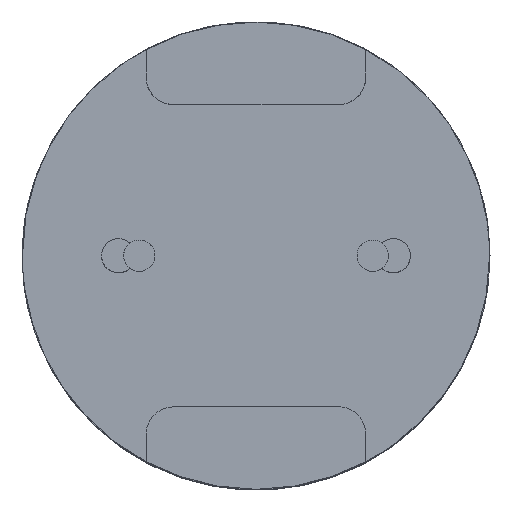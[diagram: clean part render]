
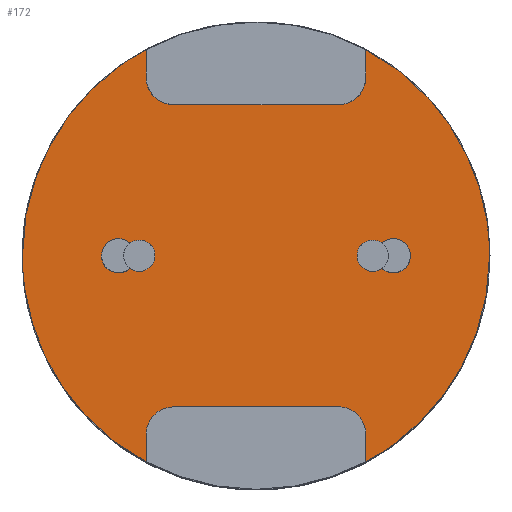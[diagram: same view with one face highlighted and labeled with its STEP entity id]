
A CAD part, front view. The second image highlights one B-rep face of the part: STEP entity #172.
In plain terms, the highlighted planar face has unit normal (0, -1, 0).
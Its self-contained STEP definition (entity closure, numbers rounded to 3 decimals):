
#17=FACE_BOUND('',#265,.T.);
#18=FACE_BOUND('',#266,.T.);
#31=PLANE('',#808);
#172=ADVANCED_FACE('',(#218,#17,#18),#31,.T.);
#218=FACE_OUTER_BOUND('',#264,.T.);
#264=EDGE_LOOP('',(#406,#407,#408,#409,#410,#411,#412,#413,#414,#415,#416,
#417,#418,#419));
#265=EDGE_LOOP('',(#420));
#266=EDGE_LOOP('',(#421));
#406=ORIENTED_EDGE('',*,*,#541,.F.);
#407=ORIENTED_EDGE('',*,*,#518,.F.);
#408=ORIENTED_EDGE('',*,*,#542,.F.);
#409=ORIENTED_EDGE('',*,*,#543,.F.);
#410=ORIENTED_EDGE('',*,*,#513,.F.);
#411=ORIENTED_EDGE('',*,*,#511,.F.);
#412=ORIENTED_EDGE('',*,*,#544,.F.);
#413=ORIENTED_EDGE('',*,*,#545,.F.);
#414=ORIENTED_EDGE('',*,*,#528,.F.);
#415=ORIENTED_EDGE('',*,*,#546,.F.);
#416=ORIENTED_EDGE('',*,*,#547,.F.);
#417=ORIENTED_EDGE('',*,*,#548,.F.);
#418=ORIENTED_EDGE('',*,*,#549,.T.);
#419=ORIENTED_EDGE('',*,*,#550,.F.);
#420=ORIENTED_EDGE('',*,*,#551,.T.);
#421=ORIENTED_EDGE('',*,*,#552,.T.);
#511=EDGE_CURVE('',#709,#710,#661,.T.);
#513=EDGE_CURVE('',#710,#711,#598,.T.);
#518=EDGE_CURVE('',#715,#717,#663,.T.);
#528=EDGE_CURVE('',#727,#726,#668,.T.);
#541=EDGE_CURVE('',#717,#721,#615,.T.);
#542=EDGE_CURVE('',#713,#715,#616,.T.);
#543=EDGE_CURVE('',#711,#713,#674,.T.);
#544=EDGE_CURVE('',#720,#709,#617,.T.);
#545=EDGE_CURVE('',#726,#720,#618,.T.);
#546=EDGE_CURVE('',#732,#727,#619,.T.);
#547=EDGE_CURVE('',#731,#732,#675,.T.);
#548=EDGE_CURVE('',#734,#731,#620,.T.);
#549=EDGE_CURVE('',#734,#723,#676,.T.);
#550=EDGE_CURVE('',#721,#723,#621,.T.);
#551=EDGE_CURVE('',#735,#735,#622,.T.);
#552=EDGE_CURVE('',#736,#736,#623,.T.);
#598=(
BOUNDED_CURVE()
B_SPLINE_CURVE(2,(#2050,#2051,#2052),.UNSPECIFIED.,.F.,.F.)
B_SPLINE_CURVE_WITH_KNOTS((3,3),(-0.785,0.),.UNSPECIFIED.)
CURVE()
GEOMETRIC_REPRESENTATION_ITEM()
RATIONAL_B_SPLINE_CURVE((1.,0.707,1.))
REPRESENTATION_ITEM('')
);
#615=(
BOUNDED_CURVE()
B_SPLINE_CURVE(2,(#2129,#2130,#2131),.UNSPECIFIED.,.F.,.F.)
B_SPLINE_CURVE_WITH_KNOTS((3,3),(-4.594,0.),.UNSPECIFIED.)
CURVE()
GEOMETRIC_REPRESENTATION_ITEM()
RATIONAL_B_SPLINE_CURVE((1.,0.857,1.))
REPRESENTATION_ITEM('')
);
#616=(
BOUNDED_CURVE()
B_SPLINE_CURVE(2,(#2132,#2133,#2134),.UNSPECIFIED.,.F.,.F.)
B_SPLINE_CURVE_WITH_KNOTS((3,3),(-0.785,0.),.UNSPECIFIED.)
CURVE()
GEOMETRIC_REPRESENTATION_ITEM()
RATIONAL_B_SPLINE_CURVE((1.,0.707,1.))
REPRESENTATION_ITEM('')
);
#617=(
BOUNDED_CURVE()
B_SPLINE_CURVE(2,(#2137,#2138,#2139),.UNSPECIFIED.,.F.,.F.)
B_SPLINE_CURVE_WITH_KNOTS((3,3),(-4.594,0.),.UNSPECIFIED.)
CURVE()
GEOMETRIC_REPRESENTATION_ITEM()
RATIONAL_B_SPLINE_CURVE((1.,0.857,1.))
REPRESENTATION_ITEM('')
);
#618=(
BOUNDED_CURVE()
B_SPLINE_CURVE(2,(#2140,#2141,#2142),.UNSPECIFIED.,.F.,.F.)
B_SPLINE_CURVE_WITH_KNOTS((3,3),(-4.594,0.),.UNSPECIFIED.)
CURVE()
GEOMETRIC_REPRESENTATION_ITEM()
RATIONAL_B_SPLINE_CURVE((1.,0.857,1.))
REPRESENTATION_ITEM('')
);
#619=(
BOUNDED_CURVE()
B_SPLINE_CURVE(2,(#2143,#2144,#2145),.UNSPECIFIED.,.F.,.F.)
B_SPLINE_CURVE_WITH_KNOTS((3,3),(-0.785,0.),.UNSPECIFIED.)
CURVE()
GEOMETRIC_REPRESENTATION_ITEM()
RATIONAL_B_SPLINE_CURVE((1.,0.707,1.))
REPRESENTATION_ITEM('')
);
#620=(
BOUNDED_CURVE()
B_SPLINE_CURVE(2,(#2148,#2149,#2150),.UNSPECIFIED.,.F.,.F.)
B_SPLINE_CURVE_WITH_KNOTS((3,3),(-0.785,0.),.UNSPECIFIED.)
CURVE()
GEOMETRIC_REPRESENTATION_ITEM()
RATIONAL_B_SPLINE_CURVE((1.,0.707,1.))
REPRESENTATION_ITEM('')
);
#621=(
BOUNDED_CURVE()
B_SPLINE_CURVE(2,(#2153,#2154,#2155),.UNSPECIFIED.,.F.,.F.)
B_SPLINE_CURVE_WITH_KNOTS((3,3),(-4.594,0.),.UNSPECIFIED.)
CURVE()
GEOMETRIC_REPRESENTATION_ITEM()
RATIONAL_B_SPLINE_CURVE((1.,0.857,1.))
REPRESENTATION_ITEM('')
);
#622=(
BOUNDED_CURVE()
B_SPLINE_CURVE(2,(#2156,#2157,#2158,#2159,#2160,#2161,#2162,#2163,#2164),
 .UNSPECIFIED.,.T.,.F.)
B_SPLINE_CURVE_WITH_KNOTS((3,2,2,2,3),(-0.974,-0.487,
0.,0.487,0.974),.UNSPECIFIED.)
CURVE()
GEOMETRIC_REPRESENTATION_ITEM()
RATIONAL_B_SPLINE_CURVE((1.,0.707,1.,0.707,1.,0.707,
1.,0.707,1.))
REPRESENTATION_ITEM('')
);
#623=(
BOUNDED_CURVE()
B_SPLINE_CURVE(2,(#2165,#2166,#2167,#2168,#2169,#2170,#2171,#2172,#2173),
 .UNSPECIFIED.,.T.,.F.)
B_SPLINE_CURVE_WITH_KNOTS((3,2,2,2,3),(-0.974,-0.487,
0.,0.487,0.974),.UNSPECIFIED.)
CURVE()
GEOMETRIC_REPRESENTATION_ITEM()
RATIONAL_B_SPLINE_CURVE((1.,0.707,1.,0.707,1.,0.707,
1.,0.707,1.))
REPRESENTATION_ITEM('')
);
#661=B_SPLINE_CURVE_WITH_KNOTS('',1,(#2046,#2047),.UNSPECIFIED.,.F.,.F.,
(2,2),(0.,0.5),.UNSPECIFIED.);
#663=B_SPLINE_CURVE_WITH_KNOTS('',1,(#2062,#2063),.UNSPECIFIED.,.F.,.F.,
(2,2),(0.,0.5),.UNSPECIFIED.);
#668=B_SPLINE_CURVE_WITH_KNOTS('',1,(#2099,#2100),.UNSPECIFIED.,.F.,.F.,
(2,2),(0.,0.5),.UNSPECIFIED.);
#674=B_SPLINE_CURVE_WITH_KNOTS('',1,(#2135,#2136),.UNSPECIFIED.,.F.,.F.,
(2,2),(0.,3.),.UNSPECIFIED.);
#675=B_SPLINE_CURVE_WITH_KNOTS('',1,(#2146,#2147),.UNSPECIFIED.,.F.,.F.,
(2,2),(0.,3.),.UNSPECIFIED.);
#676=B_SPLINE_CURVE_WITH_KNOTS('',1,(#2151,#2152),.UNSPECIFIED.,.F.,.F.,
(2,2),(-0.5,0.),.UNSPECIFIED.);
#709=VERTEX_POINT('',#2014);
#710=VERTEX_POINT('',#2015);
#711=VERTEX_POINT('',#2016);
#713=VERTEX_POINT('',#2018);
#715=VERTEX_POINT('',#2020);
#717=VERTEX_POINT('',#2022);
#720=VERTEX_POINT('',#2025);
#721=VERTEX_POINT('',#2026);
#723=VERTEX_POINT('',#2028);
#726=VERTEX_POINT('',#2031);
#727=VERTEX_POINT('',#2032);
#731=VERTEX_POINT('',#2036);
#732=VERTEX_POINT('',#2037);
#734=VERTEX_POINT('',#2039);
#735=VERTEX_POINT('',#2040);
#736=VERTEX_POINT('',#2041);
#808=AXIS2_PLACEMENT_3D('',#2011,#830,$);
#830=DIRECTION('',(0.,-1.,0.));
#2011=CARTESIAN_POINT('',(7.204,1.815,6.357));
#2014=CARTESIAN_POINT('',(-2.826,1.815,5.297));
#2015=CARTESIAN_POINT('',(-2.826,1.815,4.591));
#2016=CARTESIAN_POINT('',(-2.119,1.815,3.884));
#2018=CARTESIAN_POINT('',(2.118,1.815,3.884));
#2020=CARTESIAN_POINT('',(2.824,1.815,4.591));
#2022=CARTESIAN_POINT('',(2.824,1.815,5.297));
#2025=CARTESIAN_POINT('',(-6.004,1.815,0.));
#2026=CARTESIAN_POINT('',(6.002,1.815,0.));
#2028=CARTESIAN_POINT('',(2.824,1.815,-5.297));
#2031=CARTESIAN_POINT('',(-2.826,1.815,-5.297));
#2032=CARTESIAN_POINT('',(-2.826,1.815,-4.59));
#2036=CARTESIAN_POINT('',(2.118,1.815,-3.884));
#2037=CARTESIAN_POINT('',(-2.119,1.815,-3.884));
#2039=CARTESIAN_POINT('',(2.824,1.815,-4.59));
#2040=CARTESIAN_POINT('',(-3.97,1.815,0.));
#2041=CARTESIAN_POINT('',(3.093,1.815,0.));
#2046=CARTESIAN_POINT('',(-2.826,1.815,5.297));
#2047=CARTESIAN_POINT('',(-2.826,1.815,4.591));
#2050=CARTESIAN_POINT('',(-2.826,1.815,4.591));
#2051=CARTESIAN_POINT('',(-2.826,1.815,3.884));
#2052=CARTESIAN_POINT('',(-2.119,1.815,3.884));
#2062=CARTESIAN_POINT('',(2.824,1.815,4.591));
#2063=CARTESIAN_POINT('',(2.824,1.815,5.297));
#2099=CARTESIAN_POINT('',(-2.826,1.815,-4.59));
#2100=CARTESIAN_POINT('',(-2.826,1.815,-5.297));
#2129=CARTESIAN_POINT('',(2.824,1.815,5.297));
#2130=CARTESIAN_POINT('',(6.002,1.815,3.602));
#2131=CARTESIAN_POINT('',(6.002,1.815,0.));
#2132=CARTESIAN_POINT('',(2.118,1.815,3.884));
#2133=CARTESIAN_POINT('',(2.824,1.815,3.884));
#2134=CARTESIAN_POINT('',(2.824,1.815,4.591));
#2135=CARTESIAN_POINT('',(-2.119,1.815,3.884));
#2136=CARTESIAN_POINT('',(2.118,1.815,3.884));
#2137=CARTESIAN_POINT('',(-6.004,1.815,0.));
#2138=CARTESIAN_POINT('',(-6.004,1.815,3.602));
#2139=CARTESIAN_POINT('',(-2.826,1.815,5.297));
#2140=CARTESIAN_POINT('',(-2.826,1.815,-5.297));
#2141=CARTESIAN_POINT('',(-6.004,1.815,-3.602));
#2142=CARTESIAN_POINT('',(-6.004,1.815,0.));
#2143=CARTESIAN_POINT('',(-2.119,1.815,-3.884));
#2144=CARTESIAN_POINT('',(-2.826,1.815,-3.884));
#2145=CARTESIAN_POINT('',(-2.826,1.815,-4.59));
#2146=CARTESIAN_POINT('',(2.118,1.815,-3.884));
#2147=CARTESIAN_POINT('',(-2.119,1.815,-3.884));
#2148=CARTESIAN_POINT('',(2.824,1.815,-4.59));
#2149=CARTESIAN_POINT('',(2.824,1.815,-3.884));
#2150=CARTESIAN_POINT('',(2.118,1.815,-3.884));
#2151=CARTESIAN_POINT('',(2.824,1.815,-4.59));
#2152=CARTESIAN_POINT('',(2.824,1.815,-5.297));
#2153=CARTESIAN_POINT('',(6.002,1.815,0.));
#2154=CARTESIAN_POINT('',(6.002,1.815,-3.602));
#2155=CARTESIAN_POINT('',(2.824,1.815,-5.297));
#2156=CARTESIAN_POINT('',(-3.97,1.815,0.));
#2157=CARTESIAN_POINT('',(-3.97,1.815,0.438));
#2158=CARTESIAN_POINT('',(-3.532,1.815,0.438));
#2159=CARTESIAN_POINT('',(-3.094,1.815,0.438));
#2160=CARTESIAN_POINT('',(-3.094,1.815,0.));
#2161=CARTESIAN_POINT('',(-3.094,1.815,-0.438));
#2162=CARTESIAN_POINT('',(-3.532,1.815,-0.438));
#2163=CARTESIAN_POINT('',(-3.97,1.815,-0.438));
#2164=CARTESIAN_POINT('',(-3.97,1.815,0.));
#2165=CARTESIAN_POINT('',(3.093,1.815,0.));
#2166=CARTESIAN_POINT('',(3.093,1.815,0.438));
#2167=CARTESIAN_POINT('',(3.531,1.815,0.438));
#2168=CARTESIAN_POINT('',(3.968,1.815,0.438));
#2169=CARTESIAN_POINT('',(3.968,1.815,0.));
#2170=CARTESIAN_POINT('',(3.968,1.815,-0.438));
#2171=CARTESIAN_POINT('',(3.531,1.815,-0.438));
#2172=CARTESIAN_POINT('',(3.093,1.815,-0.438));
#2173=CARTESIAN_POINT('',(3.093,1.815,0.));
